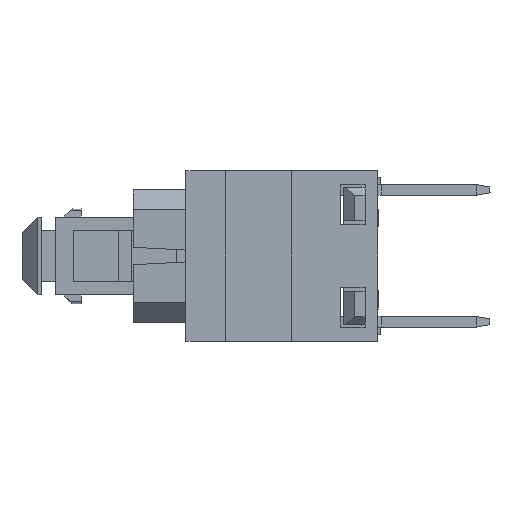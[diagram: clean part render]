
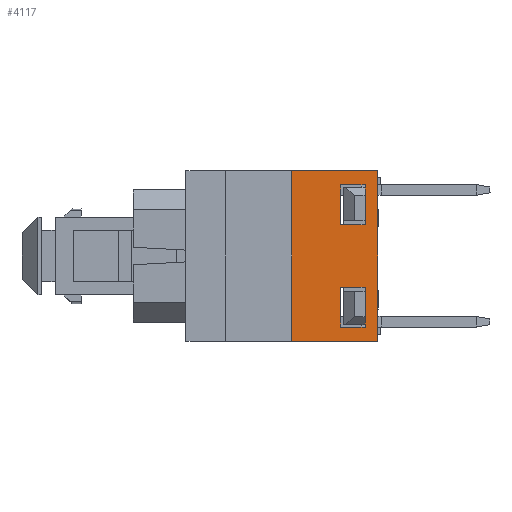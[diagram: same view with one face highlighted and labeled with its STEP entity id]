
A CAD part, left-side view. The second image highlights one B-rep face of the part: STEP entity #4117.
In plain terms, the highlighted planar face has unit normal (-1, 0, 0).
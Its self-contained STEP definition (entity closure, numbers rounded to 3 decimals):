
#19 = DIRECTION ( 'NONE',  ( 1., 0., 0. ) ) ;
#140 = ORIENTED_EDGE ( 'NONE', *, *, #2722, .F. ) ;
#234 = CARTESIAN_POINT ( 'NONE',  ( -9.45, 0.95, 0. ) ) ;
#241 = VECTOR ( 'NONE', #13629, 1000. ) ;
#277 = CARTESIAN_POINT ( 'NONE',  ( -9.45, 3.25, 6.45 ) ) ;
#280 = VERTEX_POINT ( 'NONE', #3574 ) ;
#366 = VERTEX_POINT ( 'NONE', #3431 ) ;
#414 = VECTOR ( 'NONE', #10601, 1000. ) ;
#432 = DIRECTION ( 'NONE',  ( 0., -1., 0. ) ) ;
#616 = DIRECTION ( 'NONE',  ( 0., -1., 0. ) ) ;
#787 = LINE ( 'NONE', #1017, #9868 ) ;
#874 = CARTESIAN_POINT ( 'NONE',  ( -9.45, 2.8, -5.375 ) ) ;
#890 = FACE_OUTER_BOUND ( 'NONE', #10913, .T. ) ;
#1017 = CARTESIAN_POINT ( 'NONE',  ( -9.45, 3.25, -2.375 ) ) ;
#1069 = VERTEX_POINT ( 'NONE', #13545 ) ;
#1242 = VECTOR ( 'NONE', #3805, 1000. ) ;
#1310 = LINE ( 'NONE', #4666, #12650 ) ;
#1370 = EDGE_CURVE ( 'NONE', #13032, #6381, #8577, .T. ) ;
#1385 = DIRECTION ( 'NONE',  ( 0., 0., 1. ) ) ;
#1573 = LINE ( 'NONE', #5875, #10274 ) ;
#1691 = EDGE_CURVE ( 'NONE', #366, #14534, #9285, .T. ) ;
#1988 = DIRECTION ( 'NONE',  ( 0., 0., 1. ) ) ;
#1998 = EDGE_CURVE ( 'NONE', #5122, #14333, #3260, .T. ) ;
#2285 = CARTESIAN_POINT ( 'NONE',  ( -9.45, 0.95, -2.375 ) ) ;
#2672 = CARTESIAN_POINT ( 'NONE',  ( -9.45, 0., 0. ) ) ;
#2722 = EDGE_CURVE ( 'NONE', #1069, #6905, #7864, .T. ) ;
#2830 = EDGE_CURVE ( 'NONE', #5827, #14534, #11780, .T. ) ;
#2884 = VECTOR ( 'NONE', #616, 1000. ) ;
#3133 = EDGE_CURVE ( 'NONE', #280, #1069, #10521, .T. ) ;
#3257 = CARTESIAN_POINT ( 'NONE',  ( -9.45, 3.25, 5.375 ) ) ;
#3260 = LINE ( 'NONE', #3434, #241 ) ;
#3383 = ORIENTED_EDGE ( 'NONE', *, *, #13989, .F. ) ;
#3431 = CARTESIAN_POINT ( 'NONE',  ( -9.45, 6.5, -6.45 ) ) ;
#3434 = CARTESIAN_POINT ( 'NONE',  ( -9.45, 2.8, 0. ) ) ;
#3574 = CARTESIAN_POINT ( 'NONE',  ( -9.45, 2.8, 2.375 ) ) ;
#3805 = DIRECTION ( 'NONE',  ( 0., 0., 1. ) ) ;
#4012 = LINE ( 'NONE', #277, #10076 ) ;
#4117 = ADVANCED_FACE ( 'NONE', ( #6919, #12956, #890 ), #6787, .F. ) ;
#4471 = VECTOR ( 'NONE', #432, 1000. ) ;
#4488 = VECTOR ( 'NONE', #1385, 1000. ) ;
#4666 = CARTESIAN_POINT ( 'NONE',  ( -9.45, 2.8, 0. ) ) ;
#5122 = VERTEX_POINT ( 'NONE', #5369 ) ;
#5231 = ORIENTED_EDGE ( 'NONE', *, *, #12562, .F. ) ;
#5337 = EDGE_LOOP ( 'NONE', ( #140, #8008, #10058, #3383 ) ) ;
#5369 = CARTESIAN_POINT ( 'NONE',  ( -9.45, 2.8, -2.375 ) ) ;
#5467 = CARTESIAN_POINT ( 'NONE',  ( -9.45, 2.8, 5.375 ) ) ;
#5515 = DIRECTION ( 'NONE',  ( 0., 1., 0. ) ) ;
#5827 = VERTEX_POINT ( 'NONE', #14657 ) ;
#5875 = CARTESIAN_POINT ( 'NONE',  ( -9.45, 3.25, -5.375 ) ) ;
#6381 = VERTEX_POINT ( 'NONE', #2285 ) ;
#6787 = PLANE ( 'NONE',  #8709 ) ;
#6905 = VERTEX_POINT ( 'NONE', #11174 ) ;
#6911 = EDGE_CURVE ( 'NONE', #6381, #5122, #787, .T. ) ;
#6919 = FACE_BOUND ( 'NONE', #5337, .T. ) ;
#7260 = VERTEX_POINT ( 'NONE', #13364 ) ;
#7673 = ORIENTED_EDGE ( 'NONE', *, *, #11894, .F. ) ;
#7799 = DIRECTION ( 'NONE',  ( 0., 1., 0. ) ) ;
#7864 = LINE ( 'NONE', #234, #4488 ) ;
#7934 = DIRECTION ( 'NONE',  ( 0., -1., 0. ) ) ;
#8008 = ORIENTED_EDGE ( 'NONE', *, *, #3133, .F. ) ;
#8114 = EDGE_CURVE ( 'NONE', #13971, #280, #1310, .T. ) ;
#8577 = LINE ( 'NONE', #14447, #13520 ) ;
#8709 = AXIS2_PLACEMENT_3D ( 'NONE', #12461, #19, #7934 ) ;
#9129 = CARTESIAN_POINT ( 'NONE',  ( -9.45, 0., -6.45 ) ) ;
#9285 = LINE ( 'NONE', #11920, #2884 ) ;
#9354 = CARTESIAN_POINT ( 'NONE',  ( -9.45, 0.95, -5.375 ) ) ;
#9671 = ORIENTED_EDGE ( 'NONE', *, *, #1370, .F. ) ;
#9810 = ORIENTED_EDGE ( 'NONE', *, *, #10580, .F. ) ;
#9868 = VECTOR ( 'NONE', #7799, 1000. ) ;
#10058 = ORIENTED_EDGE ( 'NONE', *, *, #8114, .F. ) ;
#10076 = VECTOR ( 'NONE', #13879, 1000. ) ;
#10274 = VECTOR ( 'NONE', #12692, 1000. ) ;
#10279 = VECTOR ( 'NONE', #5515, 1000. ) ;
#10521 = LINE ( 'NONE', #12871, #4471 ) ;
#10580 = EDGE_CURVE ( 'NONE', #366, #7260, #12590, .T. ) ;
#10601 = DIRECTION ( 'NONE',  ( 0., 0., -1. ) ) ;
#10605 = CARTESIAN_POINT ( 'NONE',  ( -9.45, 6.5, 0. ) ) ;
#10690 = EDGE_LOOP ( 'NONE', ( #7673, #14408, #11877, #9671 ) ) ;
#10913 = EDGE_LOOP ( 'NONE', ( #5231, #9810, #11002, #12566 ) ) ;
#11002 = ORIENTED_EDGE ( 'NONE', *, *, #1691, .T. ) ;
#11174 = CARTESIAN_POINT ( 'NONE',  ( -9.45, 0.95, 5.375 ) ) ;
#11336 = LINE ( 'NONE', #3257, #10279 ) ;
#11780 = LINE ( 'NONE', #2672, #414 ) ;
#11877 = ORIENTED_EDGE ( 'NONE', *, *, #6911, .F. ) ;
#11894 = EDGE_CURVE ( 'NONE', #14333, #13032, #1573, .T. ) ;
#11920 = CARTESIAN_POINT ( 'NONE',  ( -9.45, 7.25, -6.45 ) ) ;
#12461 = CARTESIAN_POINT ( 'NONE',  ( -9.45, 6.63, 6.708 ) ) ;
#12562 = EDGE_CURVE ( 'NONE', #7260, #5827, #4012, .T. ) ;
#12566 = ORIENTED_EDGE ( 'NONE', *, *, #2830, .F. ) ;
#12590 = LINE ( 'NONE', #10605, #1242 ) ;
#12650 = VECTOR ( 'NONE', #13684, 1000. ) ;
#12692 = DIRECTION ( 'NONE',  ( 0., -1., 0. ) ) ;
#12871 = CARTESIAN_POINT ( 'NONE',  ( -9.45, 3.25, 2.375 ) ) ;
#12956 = FACE_BOUND ( 'NONE', #10690, .T. ) ;
#13032 = VERTEX_POINT ( 'NONE', #9354 ) ;
#13364 = CARTESIAN_POINT ( 'NONE',  ( -9.45, 6.5, 6.45 ) ) ;
#13520 = VECTOR ( 'NONE', #1988, 1000. ) ;
#13545 = CARTESIAN_POINT ( 'NONE',  ( -9.45, 0.95, 2.375 ) ) ;
#13629 = DIRECTION ( 'NONE',  ( 0., 0., -1. ) ) ;
#13684 = DIRECTION ( 'NONE',  ( 0., 0., -1. ) ) ;
#13879 = DIRECTION ( 'NONE',  ( 0., -1., 0. ) ) ;
#13971 = VERTEX_POINT ( 'NONE', #5467 ) ;
#13989 = EDGE_CURVE ( 'NONE', #6905, #13971, #11336, .T. ) ;
#14333 = VERTEX_POINT ( 'NONE', #874 ) ;
#14408 = ORIENTED_EDGE ( 'NONE', *, *, #1998, .F. ) ;
#14447 = CARTESIAN_POINT ( 'NONE',  ( -9.45, 0.95, 0. ) ) ;
#14534 = VERTEX_POINT ( 'NONE', #9129 ) ;
#14657 = CARTESIAN_POINT ( 'NONE',  ( -9.45, 0., 6.45 ) ) ;
